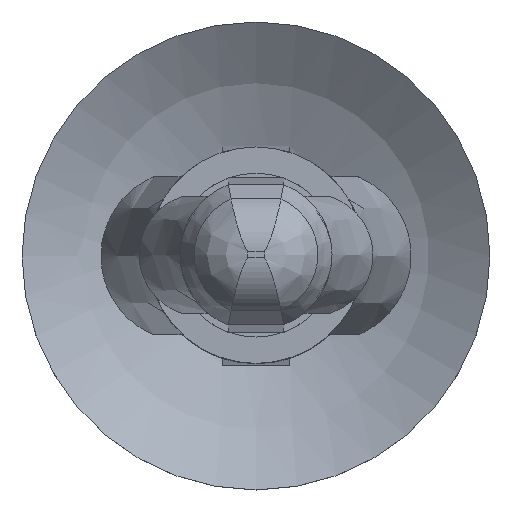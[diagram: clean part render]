
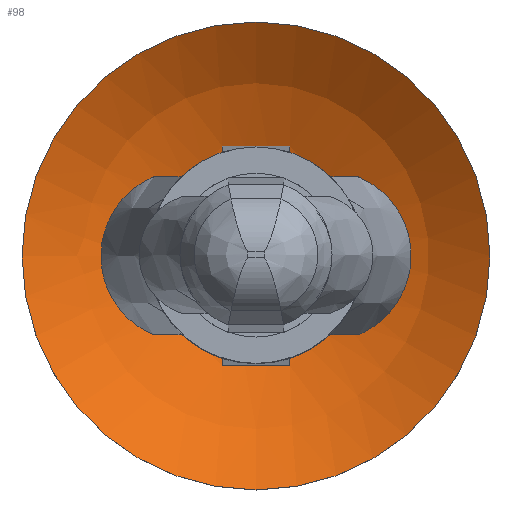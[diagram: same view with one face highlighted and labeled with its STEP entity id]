
A CAD part, top view. The second image highlights one B-rep face of the part: STEP entity #98.
In plain terms, the highlighted spherical face has radius 6.414 mm.
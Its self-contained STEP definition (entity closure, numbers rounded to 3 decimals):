
#98 = ADVANCED_FACE( '', ( #263, #264 ), #265, .F. );
#263 = FACE_OUTER_BOUND( '', #505, .T. );
#264 = FACE_OUTER_BOUND( '', #506, .T. );
#265 = SPHERICAL_SURFACE( '', #507, 6.414 );
#505 = EDGE_LOOP( '', ( #941, #942, #943, #944 ) );
#506 = EDGE_LOOP( '', ( #945 ) );
#507 = AXIS2_PLACEMENT_3D( '', #946, #947, #948 );
#941 = ORIENTED_EDGE( '', *, *, #1530, .T. );
#942 = ORIENTED_EDGE( '', *, *, #1531, .T. );
#943 = ORIENTED_EDGE( '', *, *, #1532, .T. );
#944 = ORIENTED_EDGE( '', *, *, #1533, .T. );
#945 = ORIENTED_EDGE( '', *, *, #1534, .F. );
#946 = CARTESIAN_POINT( '', ( 0., 0., -3.236 ) );
#947 = DIRECTION( '', ( 0., 0., -1. ) );
#948 = DIRECTION( '', ( -1., 0., 0. ) );
#1530 = EDGE_CURVE( '', #1760, #1761, #1762, .F. );
#1531 = EDGE_CURVE( '', #1761, #1763, #1764, .F. );
#1532 = EDGE_CURVE( '', #1763, #1765, #1766, .F. );
#1533 = EDGE_CURVE( '', #1765, #1760, #1767, .F. );
#1534 = EDGE_CURVE( '', #1768, #1768, #1769, .T. );
#1760 = VERTEX_POINT( '', #2084 );
#1761 = VERTEX_POINT( '', #2085 );
#1762 = CIRCLE( '', #2086, 6.388 );
#1763 = VERTEX_POINT( '', #2087 );
#1764 = CIRCLE( '', #2088, 6.134 );
#1765 = VERTEX_POINT( '', #2089 );
#1766 = CIRCLE( '', #2090, 6.388 );
#1767 = CIRCLE( '', #2091, 6.134 );
#1768 = VERTEX_POINT( '', #2092 );
#1769 = CIRCLE( '', #2093, 4. );
#2084 = CARTESIAN_POINT( '', ( 0.575, 1.875, -9.343 ) );
#2085 = CARTESIAN_POINT( '', ( 0.575, -1.875, -9.343 ) );
#2086 = AXIS2_PLACEMENT_3D( '', #2671, #2672, #2673 );
#2087 = CARTESIAN_POINT( '', ( -0.575, -1.875, -9.343 ) );
#2088 = AXIS2_PLACEMENT_3D( '', #2674, #2675, #2676 );
#2089 = CARTESIAN_POINT( '', ( -0.575, 1.875, -9.343 ) );
#2090 = AXIS2_PLACEMENT_3D( '', #2677, #2678, #2679 );
#2091 = AXIS2_PLACEMENT_3D( '', #2680, #2681, #2682 );
#2092 = CARTESIAN_POINT( '', ( -4., 0., -8.25 ) );
#2093 = AXIS2_PLACEMENT_3D( '', #2683, #2684, #2685 );
#2671 = CARTESIAN_POINT( '', ( 0.575, 0., -3.236 ) );
#2672 = DIRECTION( '', ( 1., 0., 0. ) );
#2673 = DIRECTION( '', ( 0., 1., 0. ) );
#2674 = CARTESIAN_POINT( '', ( 0., -1.875, -3.236 ) );
#2675 = DIRECTION( '', ( 0., -1., 0. ) );
#2676 = DIRECTION( '', ( 1., 0., 0. ) );
#2677 = CARTESIAN_POINT( '', ( -0.575, 0., -3.236 ) );
#2678 = DIRECTION( '', ( -1., 0., 0. ) );
#2679 = DIRECTION( '', ( 0., -1., 0. ) );
#2680 = CARTESIAN_POINT( '', ( 0., 1.875, -3.236 ) );
#2681 = DIRECTION( '', ( 0., 1., 0. ) );
#2682 = DIRECTION( '', ( -1., 0., 0. ) );
#2683 = CARTESIAN_POINT( '', ( 0., 0., -8.25 ) );
#2684 = DIRECTION( '', ( 0., 0., -1. ) );
#2685 = DIRECTION( '', ( -1., 0., 0. ) );
